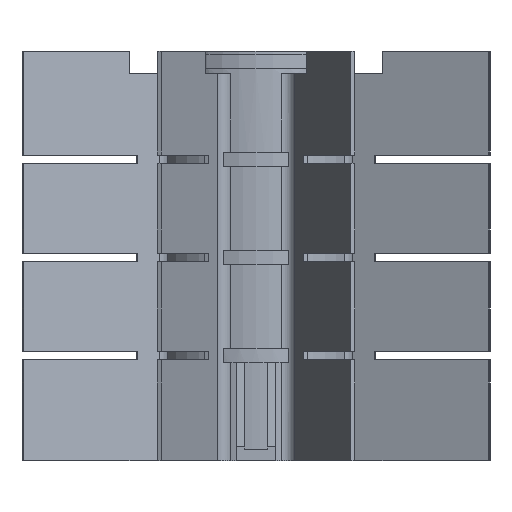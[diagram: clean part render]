
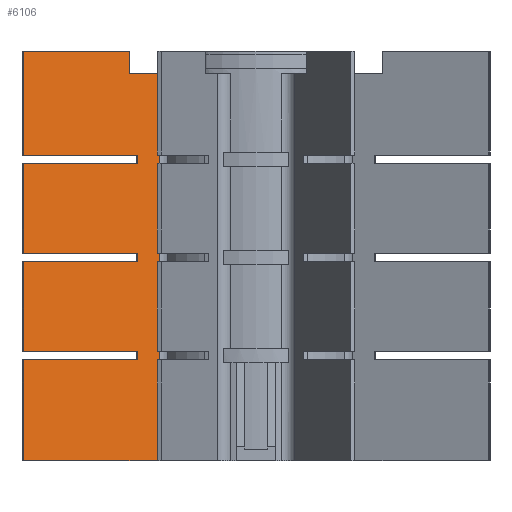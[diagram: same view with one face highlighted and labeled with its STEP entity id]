
A CAD part, left-side view. The second image highlights one B-rep face of the part: STEP entity #6106.
In plain terms, the highlighted planar face has unit normal (-0.924, -0.383, 0).
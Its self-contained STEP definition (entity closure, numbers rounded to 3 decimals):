
#218=FACE_OUTER_BOUND('',#542,.T.);
#542=EDGE_LOOP('',(#4301,#4302,#4303,#4304,#4305,#4306,#4307,#4308,#4309,
#4310,#4311,#4312,#4313,#4314,#4315,#4316,#4317,#4318));
#1134=LINE('',#8973,#1742);
#1165=LINE('',#9063,#1773);
#1181=LINE('',#9097,#1789);
#1198=LINE('',#9141,#1806);
#1229=LINE('',#9231,#1837);
#1245=LINE('',#9265,#1853);
#1262=LINE('',#9309,#1870);
#1293=LINE('',#9399,#1901);
#1309=LINE('',#9433,#1917);
#1364=LINE('',#9537,#1972);
#1365=LINE('',#9538,#1973);
#1366=LINE('',#9540,#1974);
#1367=LINE('',#9542,#1975);
#1368=LINE('',#9544,#1976);
#1369=LINE('',#9546,#1977);
#1370=LINE('',#9548,#1978);
#1371=LINE('',#9550,#1979);
#1372=LINE('',#9551,#1980);
#1742=VECTOR('',#7038,10.);
#1773=VECTOR('',#7107,10.);
#1789=VECTOR('',#7143,10.);
#1806=VECTOR('',#7182,10.);
#1837=VECTOR('',#7251,10.);
#1853=VECTOR('',#7287,10.);
#1870=VECTOR('',#7326,10.);
#1901=VECTOR('',#7395,10.);
#1917=VECTOR('',#7431,10.);
#1972=VECTOR('',#7528,10.);
#1973=VECTOR('',#7529,10.);
#1974=VECTOR('',#7530,10.);
#1975=VECTOR('',#7531,10.);
#1976=VECTOR('',#7532,10.);
#1977=VECTOR('',#7533,10.);
#1978=VECTOR('',#7534,10.);
#1979=VECTOR('',#7535,10.);
#1980=VECTOR('',#7536,10.);
#2353=VERTEX_POINT('',#8970);
#2354=VERTEX_POINT('',#8972);
#2393=VERTEX_POINT('',#9060);
#2394=VERTEX_POINT('',#9062);
#2417=VERTEX_POINT('',#9138);
#2418=VERTEX_POINT('',#9140);
#2457=VERTEX_POINT('',#9228);
#2458=VERTEX_POINT('',#9230);
#2481=VERTEX_POINT('',#9306);
#2482=VERTEX_POINT('',#9308);
#2521=VERTEX_POINT('',#9396);
#2522=VERTEX_POINT('',#9398);
#2559=VERTEX_POINT('',#9539);
#2560=VERTEX_POINT('',#9541);
#2561=VERTEX_POINT('',#9543);
#2562=VERTEX_POINT('',#9545);
#2563=VERTEX_POINT('',#9547);
#2564=VERTEX_POINT('',#9549);
#2977=EDGE_CURVE('',#2354,#2353,#1134,.T.);
#3017=EDGE_CURVE('',#2394,#2393,#1165,.T.);
#3036=EDGE_CURVE('',#2353,#2394,#1181,.T.);
#3057=EDGE_CURVE('',#2418,#2417,#1198,.T.);
#3097=EDGE_CURVE('',#2458,#2457,#1229,.T.);
#3116=EDGE_CURVE('',#2417,#2458,#1245,.T.);
#3137=EDGE_CURVE('',#2482,#2481,#1262,.T.);
#3177=EDGE_CURVE('',#2522,#2521,#1293,.T.);
#3196=EDGE_CURVE('',#2481,#2522,#1309,.T.);
#3252=EDGE_CURVE('',#2418,#2393,#1364,.T.);
#3253=EDGE_CURVE('',#2482,#2457,#1365,.T.);
#3254=EDGE_CURVE('',#2559,#2521,#1366,.T.);
#3255=EDGE_CURVE('',#2559,#2560,#1367,.T.);
#3256=EDGE_CURVE('',#2561,#2560,#1368,.T.);
#3257=EDGE_CURVE('',#2562,#2561,#1369,.T.);
#3258=EDGE_CURVE('',#2562,#2563,#1370,.T.);
#3259=EDGE_CURVE('',#2564,#2563,#1371,.T.);
#3260=EDGE_CURVE('',#2354,#2564,#1372,.T.);
#4301=ORIENTED_EDGE('',*,*,#2977,.T.);
#4302=ORIENTED_EDGE('',*,*,#3036,.T.);
#4303=ORIENTED_EDGE('',*,*,#3017,.T.);
#4304=ORIENTED_EDGE('',*,*,#3252,.F.);
#4305=ORIENTED_EDGE('',*,*,#3057,.T.);
#4306=ORIENTED_EDGE('',*,*,#3116,.T.);
#4307=ORIENTED_EDGE('',*,*,#3097,.T.);
#4308=ORIENTED_EDGE('',*,*,#3253,.F.);
#4309=ORIENTED_EDGE('',*,*,#3137,.T.);
#4310=ORIENTED_EDGE('',*,*,#3196,.T.);
#4311=ORIENTED_EDGE('',*,*,#3177,.T.);
#4312=ORIENTED_EDGE('',*,*,#3254,.F.);
#4313=ORIENTED_EDGE('',*,*,#3255,.T.);
#4314=ORIENTED_EDGE('',*,*,#3256,.F.);
#4315=ORIENTED_EDGE('',*,*,#3257,.F.);
#4316=ORIENTED_EDGE('',*,*,#3258,.T.);
#4317=ORIENTED_EDGE('',*,*,#3259,.F.);
#4318=ORIENTED_EDGE('',*,*,#3260,.F.);
#5862=PLANE('',#6492);
#6106=ADVANCED_FACE('',(#218),#5862,.T.);
#6492=AXIS2_PLACEMENT_3D('',#9536,#7526,#7527);
#7038=DIRECTION('',(0.383,-0.924,0.));
#7107=DIRECTION('',(-0.383,0.924,0.));
#7143=DIRECTION('',(0.,0.,-1.));
#7182=DIRECTION('',(0.383,-0.924,0.));
#7251=DIRECTION('',(-0.383,0.924,0.));
#7287=DIRECTION('',(0.,0.,-1.));
#7326=DIRECTION('',(0.383,-0.924,0.));
#7395=DIRECTION('',(-0.383,0.924,0.));
#7431=DIRECTION('',(0.,0.,-1.));
#7526=DIRECTION('center_axis',(-0.924,-0.383,0.));
#7527=DIRECTION('ref_axis',(0.383,-0.924,0.));
#7528=DIRECTION('',(0.,0.,1.));
#7529=DIRECTION('',(0.,0.,1.));
#7530=DIRECTION('',(0.,0.,1.));
#7531=DIRECTION('',(0.383,-0.924,0.));
#7532=DIRECTION('',(0.,0.,-1.));
#7533=DIRECTION('',(0.383,-0.924,0.));
#7534=DIRECTION('',(0.,0.,1.));
#7535=DIRECTION('',(0.383,-0.924,0.));
#7536=DIRECTION('',(0.,0.,1.));
#8970=CARTESIAN_POINT('',(-18.294,42.206,109.));
#8972=CARTESIAN_POINT('',(-35.131,82.855,109.));
#8973=CARTESIAN_POINT('',(-17.462,40.197,109.));
#9060=CARTESIAN_POINT('',(-35.131,82.855,106.));
#9062=CARTESIAN_POINT('',(-18.294,42.206,106.));
#9063=CARTESIAN_POINT('',(-13.435,30.476,106.));
#9097=CARTESIAN_POINT('',(-18.294,42.206,107.5));
#9138=CARTESIAN_POINT('',(-18.294,42.206,74.));
#9140=CARTESIAN_POINT('',(-35.131,82.855,74.));
#9141=CARTESIAN_POINT('',(-17.462,40.197,74.));
#9228=CARTESIAN_POINT('',(-35.131,82.855,71.));
#9230=CARTESIAN_POINT('',(-18.294,42.206,71.));
#9231=CARTESIAN_POINT('',(-13.435,30.476,71.));
#9265=CARTESIAN_POINT('',(-18.294,42.206,72.5));
#9306=CARTESIAN_POINT('',(-18.294,42.206,39.));
#9308=CARTESIAN_POINT('',(-35.131,82.855,39.));
#9309=CARTESIAN_POINT('',(-17.462,40.197,39.));
#9396=CARTESIAN_POINT('',(-35.131,82.855,36.));
#9398=CARTESIAN_POINT('',(-18.294,42.206,36.));
#9399=CARTESIAN_POINT('',(-13.435,30.476,36.));
#9433=CARTESIAN_POINT('',(-18.294,42.206,37.5));
#9536=CARTESIAN_POINT('Origin',(-19.441,44.975,0.));
#9537=CARTESIAN_POINT('',(-35.131,82.855,0.));
#9538=CARTESIAN_POINT('',(-35.131,82.855,0.));
#9539=CARTESIAN_POINT('',(-35.131,82.855,0.));
#9540=CARTESIAN_POINT('',(-35.131,82.855,0.));
#9541=CARTESIAN_POINT('',(-15.121,34.545,0.));
#9542=CARTESIAN_POINT('',(-35.131,82.855,0.));
#9543=CARTESIAN_POINT('',(-15.121,34.545,138.));
#9544=CARTESIAN_POINT('',(-15.121,34.545,0.));
#9545=CARTESIAN_POINT('',(-19.441,44.975,138.));
#9546=CARTESIAN_POINT('',(-35.131,82.855,138.));
#9547=CARTESIAN_POINT('',(-19.441,44.975,146.));
#9548=CARTESIAN_POINT('',(-19.441,44.975,0.));
#9549=CARTESIAN_POINT('',(-35.131,82.855,146.));
#9550=CARTESIAN_POINT('',(-35.131,82.855,146.));
#9551=CARTESIAN_POINT('',(-35.131,82.855,0.));
